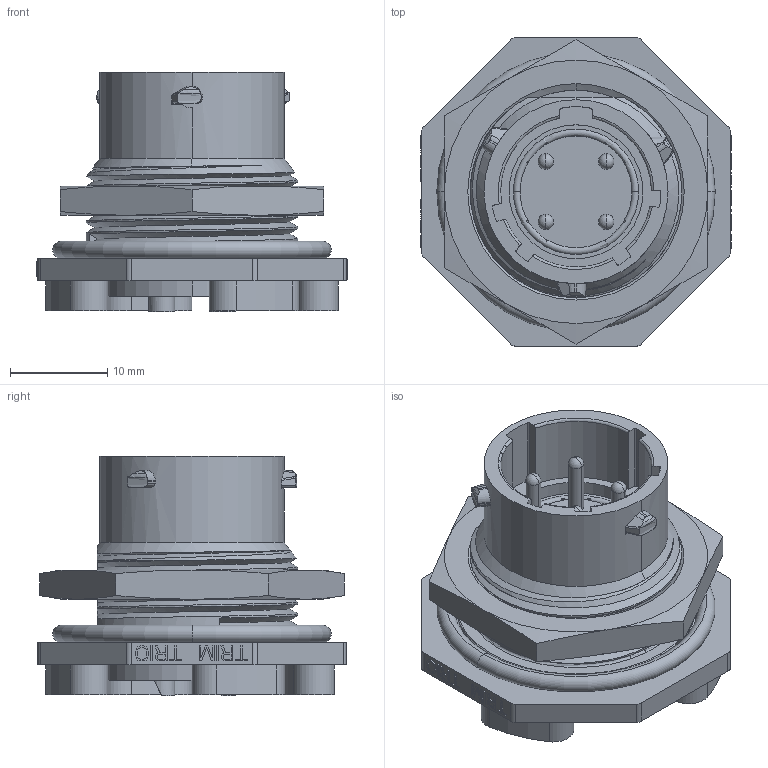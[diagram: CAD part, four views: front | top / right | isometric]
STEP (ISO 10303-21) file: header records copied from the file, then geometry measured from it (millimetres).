
FILE_DESCRIPTION((''),'2;1');
FILE_NAME('UTS712E4P-CATA','2011-04-15T',('jfeurprier'),('SOURIAU'),'PRO/ENGINEER BY PARAMETRIC TECHNOLOGY CORPORATION, 2010140','PRO/ENGINEER BY PARAMETRIC TECHNOLOGY CORPORATION, 2010140','');
FILE_SCHEMA(('CONFIG_CONTROL_DESIGN'));
Length unit declared in the file: millimetre
Products named in the file (1): UTS712E4P-CATA
Bounding box: 31.95 x 31.75 x 24.69 mm (x, y, z)
Volume: 8195.1 mm3; surface area: 5965.7 mm2
Topology: 2 solids, 2 shells, 640 faces, 1765 edges, 1157 vertices
Faces by surface type: plane 441, cylinder 91, bspline 38, cone 35, torus 19, extrusion 8, sphere 8
Entity records: 24501 total; most frequent: CARTESIAN_POINT 8545, ORIENTED_EDGE 3514, DIRECTION 2965, EDGE_CURVE 1757, VECTOR 1257, LINE 1249, VERTEX_POINT 1157, AXIS2_PLACEMENT_3D 854
